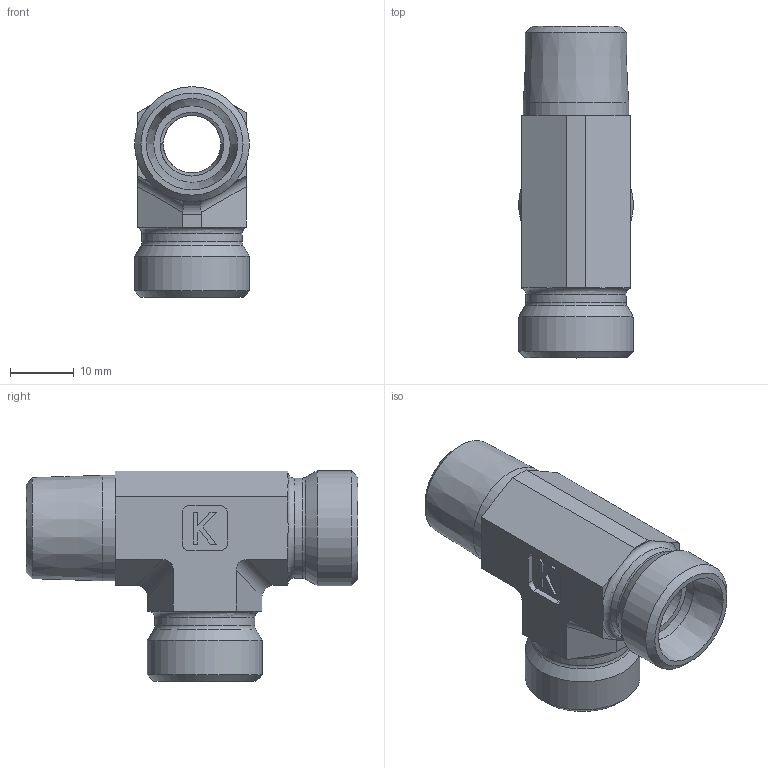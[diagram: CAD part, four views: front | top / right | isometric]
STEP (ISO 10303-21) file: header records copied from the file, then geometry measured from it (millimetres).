
FILE_DESCRIPTION((''),'2;1');
FILE_NAME('2502121618.stp','2014-10-08T11:50:25',(''),('KNOMI spol. s r. o.'),'Autodesk Inventor 2012','Autodesk Inventor 2012','');
FILE_SCHEMA(('AUTOMOTIVE_DESIGN { 1 2 10303 214 0 1 1 1 }'));
Length unit declared in the file: millimetre
Products named in the file (1): TBCM2 12LMkuž M16K/M18
Bounding box: 18 x 52 x 33 mm (x, y, z)
Volume: 10032.3 mm3; surface area: 6259.7 mm2
Topology: 1 solids, 1 shells, 89 faces, 235 edges, 152 vertices
Faces by surface type: plane 53, cylinder 20, cone 12, torus 4
Full cylindrical faces by diameter (mm): 9 x1, 10 x2, 12 x2, 15.7 x2, 16.532 x1, 18 x2
Entity records: 2700 total; most frequent: CARTESIAN_POINT 581, DIRECTION 434, ORIENTED_EDGE 408, EDGE_CURVE 204, AXIS2_PLACEMENT_3D 157, VERTEX_POINT 144, EDGE_LOOP 120, VECTOR 120
